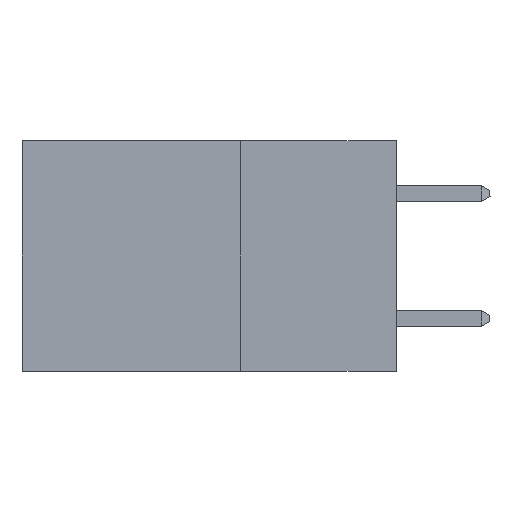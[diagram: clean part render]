
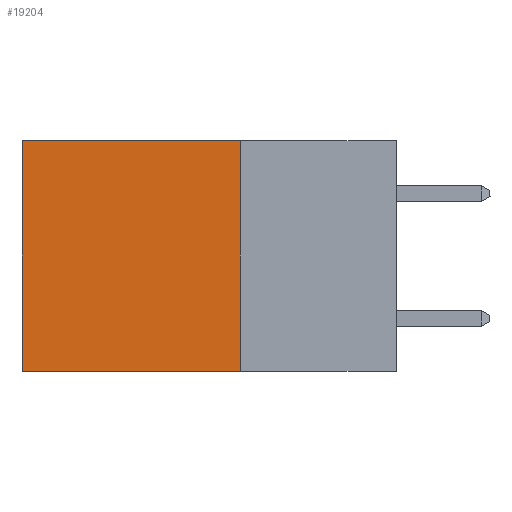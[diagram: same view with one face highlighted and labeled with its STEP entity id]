
A CAD part, left-side view. The second image highlights one B-rep face of the part: STEP entity #19204.
In plain terms, the highlighted planar face has unit normal (-1, 0, 0).
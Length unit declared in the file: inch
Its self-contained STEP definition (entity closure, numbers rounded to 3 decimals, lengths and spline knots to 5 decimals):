
#550 = EDGE_CURVE ( 'NONE', #2178, #7475, #16321, .T. ) ;
#1587 = VECTOR ( 'NONE', #8744, 39.37008 ) ;
#1816 = FACE_OUTER_BOUND ( 'NONE', #19726, .T. ) ;
#2030 = VERTEX_POINT ( 'NONE', #20732 ) ;
#2178 = VERTEX_POINT ( 'NONE', #2726 ) ;
#2432 = VECTOR ( 'NONE', #8851, 39.37008 ) ;
#2566 = EDGE_CURVE ( 'NONE', #2030, #6983, #20289, .T. ) ;
#2660 = DIRECTION ( 'NONE',  ( 1., 0., 0. ) ) ;
#2726 = CARTESIAN_POINT ( 'NONE',  ( 0.298, 0.6, 0. ) ) ;
#4049 = LINE ( 'NONE', #14176, #21539 ) ;
#4156 = DIRECTION ( 'NONE',  ( 0., 1., 0. ) ) ;
#5125 = EDGE_CURVE ( 'NONE', #2030, #2178, #10746, .T. ) ;
#6983 = VERTEX_POINT ( 'NONE', #8599 ) ;
#7475 = VERTEX_POINT ( 'NONE', #16391 ) ;
#8599 = CARTESIAN_POINT ( 'NONE',  ( 0.298, 0.25, -0.37 ) ) ;
#8744 = DIRECTION ( 'NONE',  ( 0., 1., 0. ) ) ;
#8851 = DIRECTION ( 'NONE',  ( 0., 0., -1. ) ) ;
#10746 = LINE ( 'NONE', #20034, #1587 ) ;
#14176 = CARTESIAN_POINT ( 'NONE',  ( 0.298, 0.25, -0.37 ) ) ;
#14455 = DIRECTION ( 'NONE',  ( 0., 0., -1. ) ) ;
#15649 = ORIENTED_EDGE ( 'NONE', *, *, #2566, .F. ) ;
#15736 = CARTESIAN_POINT ( 'NONE',  ( 0.298, 0.6, 0. ) ) ;
#15871 = ORIENTED_EDGE ( 'NONE', *, *, #550, .T. ) ;
#15995 = CARTESIAN_POINT ( 'NONE',  ( 0.298, 0.25, 0. ) ) ;
#16060 = VECTOR ( 'NONE', #18175, 39.37008 ) ;
#16321 = LINE ( 'NONE', #15736, #2432 ) ;
#16391 = CARTESIAN_POINT ( 'NONE',  ( 0.298, 0.6, -0.37 ) ) ;
#18175 = DIRECTION ( 'NONE',  ( 0., 0., -1. ) ) ;
#18289 = CARTESIAN_POINT ( 'NONE',  ( 0.298, 0.25, 0. ) ) ;
#18666 = AXIS2_PLACEMENT_3D ( 'NONE', #15995, #2660, #14455 ) ;
#19047 = EDGE_CURVE ( 'NONE', #6983, #7475, #4049, .T. ) ;
#19165 = ORIENTED_EDGE ( 'NONE', *, *, #5125, .T. ) ;
#19204 = ADVANCED_FACE ( 'NONE', ( #1816 ), #20808, .F. ) ;
#19726 = EDGE_LOOP ( 'NONE', ( #15871, #20559, #15649, #19165 ) ) ;
#20034 = CARTESIAN_POINT ( 'NONE',  ( 0.298, 0.25, 0. ) ) ;
#20289 = LINE ( 'NONE', #18289, #16060 ) ;
#20559 = ORIENTED_EDGE ( 'NONE', *, *, #19047, .F. ) ;
#20732 = CARTESIAN_POINT ( 'NONE',  ( 0.298, 0.25, 0. ) ) ;
#20808 = PLANE ( 'NONE',  #18666 ) ;
#21539 = VECTOR ( 'NONE', #4156, 39.37008 ) ;
